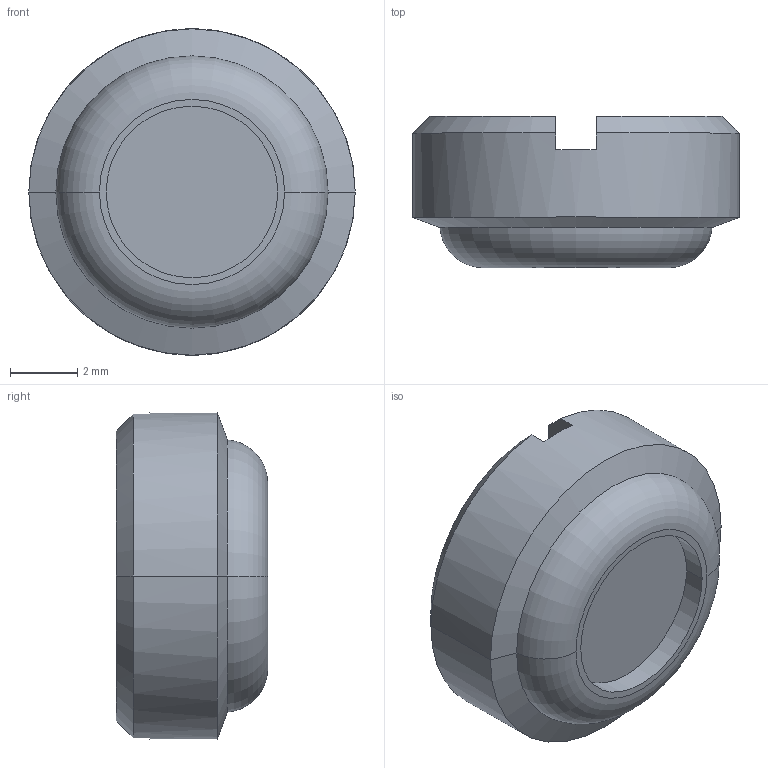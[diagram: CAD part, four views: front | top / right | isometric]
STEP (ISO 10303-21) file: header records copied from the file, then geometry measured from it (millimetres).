
FILE_DESCRIPTION(('HOOPS Exchange Step'),'2;1');
FILE_NAME('export-F6651426-8F2F-4D38-81A6-857074C12974.stp','2022-06-21T10:08:12+02:00',('User'),('Alibre'),'HOOPS Exchange 2021.0','Alibre','Unknown authorisation');
FILE_SCHEMA( ('AP242_MANAGED_MODEL_BASED_3D_ENGINEERING_MIM_LF {1 0 10303 442 1 1 4 }') );
Length unit declared in the file: millimetre
Products named in the file (1): 5966-1 Z407000045 SP Sound damper 1_8'''' STEP214
Bounding box: 9.7 x 4.5 x 9.7 mm (x, y, z)
Volume: 220.5 mm3; surface area: 295.9 mm2
Topology: 1 solids, 1 shells, 25 faces, 60 edges, 38 vertices
Faces by surface type: plane 11, cylinder 6, cone 6, torus 2
Entity records: 797 total; most frequent: DIRECTION 140, CARTESIAN_POINT 137, ORIENTED_EDGE 120, EDGE_CURVE 60, AXIS2_PLACEMENT_3D 57, VERTEX_POINT 38, CIRCLE 30, VECTOR 26
